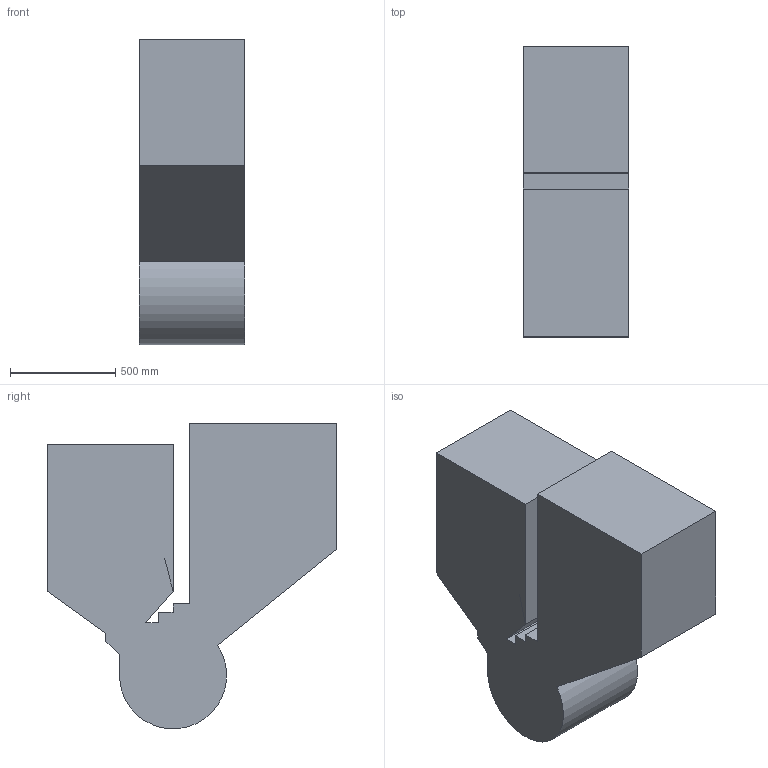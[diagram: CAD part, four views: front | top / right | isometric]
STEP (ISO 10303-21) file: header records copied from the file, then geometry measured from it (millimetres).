
FILE_DESCRIPTION(('Open CASCADE Model'),'2;1');
FILE_NAME('Open CASCADE Shape Model','2014-05-20T13:31:08',('Author'),( 'Open CASCADE'),'Open CASCADE STEP processor 6.5','Open CASCADE 6.5' ,'Unknown');
FILE_SCHEMA(('AUTOMOTIVE_DESIGN_CC2 { 1 2 10303 214 -1 1 5 4 }'));
Length unit declared in the file: millimetre
Products named in the file (1): Pad
Bounding box: 500 x 1380 x 1454.75 mm (x, y, z)
Surface area: 6244381.2 mm2 (no closed solid volume)
Topology: 0 solids, 1 shells, 21 faces, 57 edges, 38 vertices
Faces by surface type: plane 20, cylinder 1
Entity records: 1417 total; most frequent: CARTESIAN_POINT 232, DIRECTION 216, LINE 166, VECTOR 166, ORIENTED_EDGE 114, PCURVE 113, DEFINITIONAL_REPRESENTATION 113, EDGE_CURVE 57
